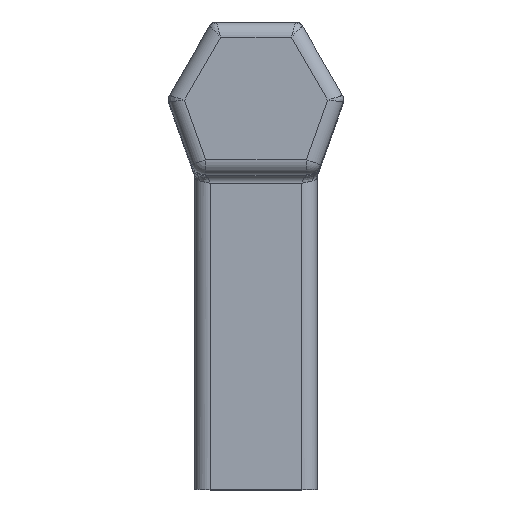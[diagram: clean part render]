
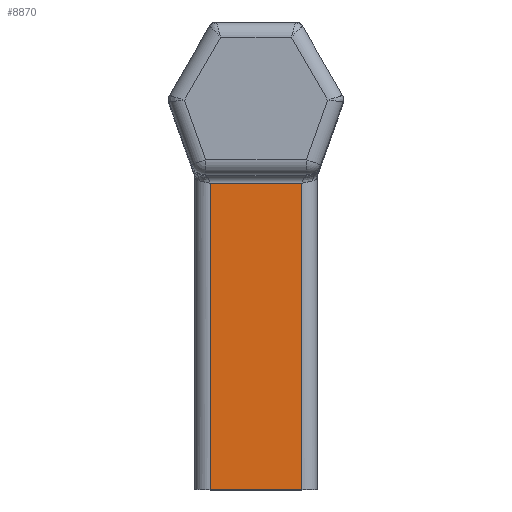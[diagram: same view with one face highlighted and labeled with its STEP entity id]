
A CAD part, top view. The second image highlights one B-rep face of the part: STEP entity #8870.
In plain terms, the highlighted face is planar.
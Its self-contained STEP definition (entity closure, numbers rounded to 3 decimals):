
#2830=CARTESIAN_POINT('',(-12.5,-25.5,-3.));
#2840=VERTEX_POINT('',#2830);
#2870=CARTESIAN_POINT('',(-12.5,-25.5,0.));
#2880=DIRECTION('',(0.,0.,-1.));
#2890=VECTOR('',#2880,1.);
#2900=LINE('',#2870,#2890);
#2910=CARTESIAN_POINT('',(-12.5,-25.5,3.));
#2920=VERTEX_POINT('',#2910);
#2930=EDGE_CURVE('',#2920,#2840,#2900,.T.);
#8040=CARTESIAN_POINT('',(-12.5,-5.5,-3.));
#8050=VERTEX_POINT('',#8040);
#8590=CARTESIAN_POINT('',(-12.5,0.,0.));
#8600=DIRECTION('',(1.,-0.,0.));
#8610=DIRECTION('',(0.,0.,-1.));
#8620=AXIS2_PLACEMENT_3D('',#8590,#8600,#8610);
#8630=PLANE('',#8620);
#8640=CARTESIAN_POINT('',(-12.5,0.,3.));
#8650=DIRECTION('',(0.,1.,0.));
#8660=VECTOR('',#8650,1.);
#8670=LINE('',#8640,#8660);
#8680=CARTESIAN_POINT('',(-12.5,-5.5,3.));
#8690=VERTEX_POINT('',#8680);
#8700=EDGE_CURVE('',#2920,#8690,#8670,.T.);
#8710=ORIENTED_EDGE('',*,*,#8700,.T.);
#8720=ORIENTED_EDGE('',*,*,#2930,.F.);
#8730=CARTESIAN_POINT('',(-12.5,0.,-3.));
#8740=DIRECTION('',(0.,1.,0.));
#8750=VECTOR('',#8740,1.);
#8760=LINE('',#8730,#8750);
#8770=EDGE_CURVE('',#2840,#8050,#8760,.T.);
#8780=ORIENTED_EDGE('',*,*,#8770,.F.);
#8790=CARTESIAN_POINT('',(-12.5,-5.5,0.));
#8800=DIRECTION('',(0.,0.,-1.));
#8810=VECTOR('',#8800,1.);
#8820=LINE('',#8790,#8810);
#8830=EDGE_CURVE('',#8690,#8050,#8820,.T.);
#8840=ORIENTED_EDGE('',*,*,#8830,.T.);
#8850=EDGE_LOOP('',(#8840,#8780,#8720,#8710));
#8860=FACE_OUTER_BOUND('',#8850,.T.);
#8870=ADVANCED_FACE('',(#8860),#8630,.F.);
